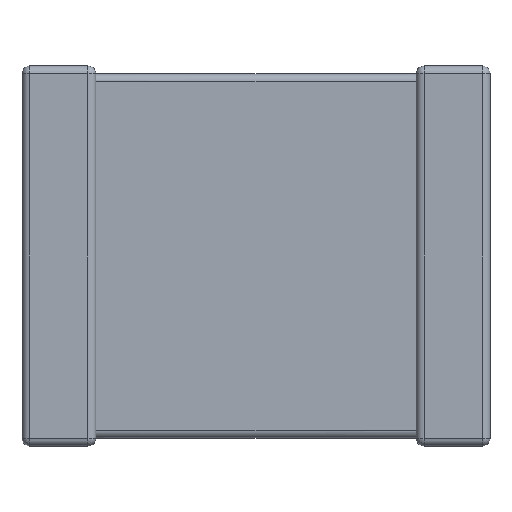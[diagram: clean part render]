
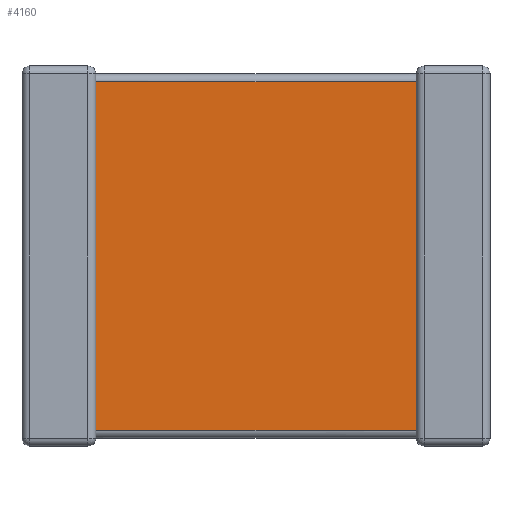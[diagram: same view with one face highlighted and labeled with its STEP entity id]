
A CAD part, front view. The second image highlights one B-rep face of the part: STEP entity #4160.
In plain terms, the highlighted planar face has unit normal (0, -1, 0).
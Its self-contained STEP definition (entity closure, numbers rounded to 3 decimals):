
#339 = ORIENTED_EDGE ( 'NONE', *, *, #3733, .F. ) ;
#348 = VECTOR ( 'NONE', #1047, 1000. ) ;
#571 = DIRECTION ( 'NONE',  ( 1., 0., 0. ) ) ;
#710 = EDGE_CURVE ( 'NONE', #1681, #1309, #3469, .T. ) ;
#1047 = DIRECTION ( 'NONE',  ( 0., 0., 1. ) ) ;
#1110 = CARTESIAN_POINT ( 'NONE',  ( 1.05, 0.112, -5.4 ) ) ;
#1154 = DIRECTION ( 'NONE',  ( -1., 0., 0. ) ) ;
#1167 = CARTESIAN_POINT ( 'NONE',  ( 1.05, 0.112, -5.175 ) ) ;
#1200 = LINE ( 'NONE', #2934, #2857 ) ;
#1309 = VERTEX_POINT ( 'NONE', #4245 ) ;
#1422 = CARTESIAN_POINT ( 'NONE',  ( 1.05, 0.112, -5.4 ) ) ;
#1494 = PLANE ( 'NONE',  #1764 ) ;
#1542 = ORIENTED_EDGE ( 'NONE', *, *, #1858, .T. ) ;
#1681 = VERTEX_POINT ( 'NONE', #3907 ) ;
#1764 = AXIS2_PLACEMENT_3D ( 'NONE', #1110, #3609, #2506 ) ;
#1778 = LINE ( 'NONE', #1422, #348 ) ;
#1800 = VECTOR ( 'NONE', #571, 1000. ) ;
#1858 = EDGE_CURVE ( 'NONE', #4574, #1681, #2626, .T. ) ;
#2027 = CARTESIAN_POINT ( 'NONE',  ( 5.6, 0.112, -5.4 ) ) ;
#2168 = VECTOR ( 'NONE', #4510, 1000. ) ;
#2393 = EDGE_LOOP ( 'NONE', ( #339, #1542, #3593, #3633 ) ) ;
#2506 = DIRECTION ( 'NONE',  ( 0., 0., -1. ) ) ;
#2626 = LINE ( 'NONE', #3747, #1800 ) ;
#2857 = VECTOR ( 'NONE', #1154, 1000. ) ;
#2934 = CARTESIAN_POINT ( 'NONE',  ( 1.05, 0.112, -0.225 ) ) ;
#2996 = FACE_OUTER_BOUND ( 'NONE', #2393, .T. ) ;
#3378 = EDGE_CURVE ( 'NONE', #1309, #3639, #1200, .T. ) ;
#3469 = LINE ( 'NONE', #2027, #2168 ) ;
#3593 = ORIENTED_EDGE ( 'NONE', *, *, #710, .T. ) ;
#3609 = DIRECTION ( 'NONE',  ( 0., -1., 0. ) ) ;
#3633 = ORIENTED_EDGE ( 'NONE', *, *, #3378, .T. ) ;
#3639 = VERTEX_POINT ( 'NONE', #3806 ) ;
#3733 = EDGE_CURVE ( 'NONE', #4574, #3639, #1778, .T. ) ;
#3747 = CARTESIAN_POINT ( 'NONE',  ( 5.6, 0.112, -5.175 ) ) ;
#3806 = CARTESIAN_POINT ( 'NONE',  ( 1.05, 0.112, -0.225 ) ) ;
#3907 = CARTESIAN_POINT ( 'NONE',  ( 5.6, 0.112, -5.175 ) ) ;
#4160 = ADVANCED_FACE ( 'NONE', ( #2996 ), #1494, .T. ) ;
#4245 = CARTESIAN_POINT ( 'NONE',  ( 5.6, 0.112, -0.225 ) ) ;
#4510 = DIRECTION ( 'NONE',  ( 0., 0., 1. ) ) ;
#4574 = VERTEX_POINT ( 'NONE', #1167 ) ;
